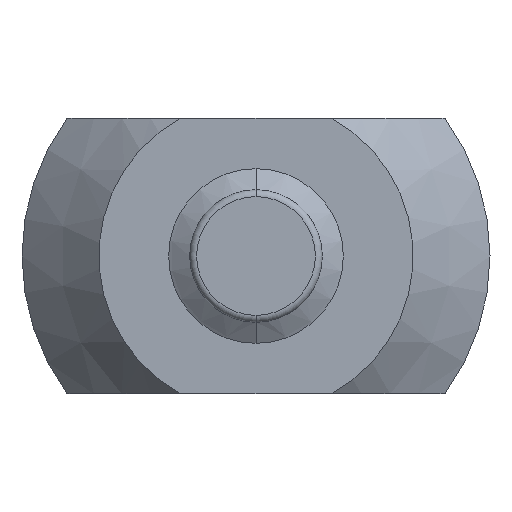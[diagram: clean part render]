
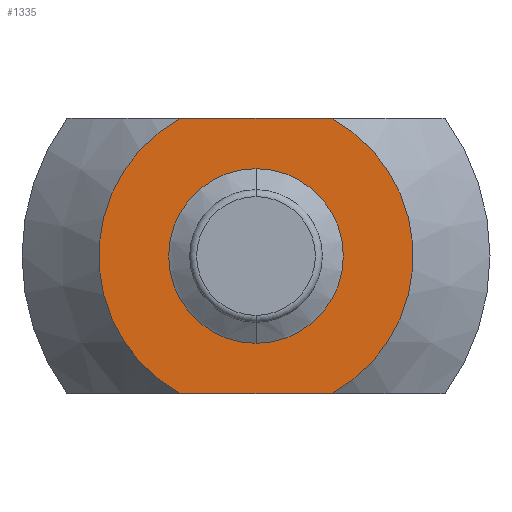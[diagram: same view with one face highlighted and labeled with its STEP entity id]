
A CAD part, front view. The second image highlights one B-rep face of the part: STEP entity #1335.
In plain terms, the highlighted planar face has unit normal (0, -1, 0).
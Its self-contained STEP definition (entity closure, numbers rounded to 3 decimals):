
#47 = FACE_OUTER_BOUND ( 'NONE', #681, .T. ) ;
#55 = CARTESIAN_POINT ( 'NONE',  ( -2.156, -9.8, -3.95 ) ) ;
#151 = CARTESIAN_POINT ( 'NONE',  ( 0., -9.8, 2.5 ) ) ;
#173 = AXIS2_PLACEMENT_3D ( 'NONE', #1003, #1388, #784 ) ;
#246 = EDGE_CURVE ( 'NONE', #817, #477, #631, .T. ) ;
#276 = DIRECTION ( 'NONE',  ( 0., 0., 1. ) ) ;
#282 = DIRECTION ( 'NONE',  ( 0., 1., 0. ) ) ;
#288 = CARTESIAN_POINT ( 'NONE',  ( 0., -9.8, 0. ) ) ;
#292 = VERTEX_POINT ( 'NONE', #521 ) ;
#294 = EDGE_CURVE ( 'NONE', #409, #429, #443, .T. ) ;
#305 = CARTESIAN_POINT ( 'NONE',  ( -4.5, -9.8, 0. ) ) ;
#326 = EDGE_CURVE ( 'NONE', #1527, #292, #722, .T. ) ;
#327 = ORIENTED_EDGE ( 'NONE', *, *, #326, .F. ) ;
#371 = AXIS2_PLACEMENT_3D ( 'NONE', #288, #282, #276 ) ;
#375 = VECTOR ( 'NONE', #721, 1000. ) ;
#409 = VERTEX_POINT ( 'NONE', #1251 ) ;
#427 = PLANE ( 'NONE',  #868 ) ;
#429 = VERTEX_POINT ( 'NONE', #437 ) ;
#437 = CARTESIAN_POINT ( 'NONE',  ( 2.156, -9.8, -3.95 ) ) ;
#443 = CIRCLE ( 'NONE', #371, 4.5 ) ;
#477 = VERTEX_POINT ( 'NONE', #571 ) ;
#506 = EDGE_CURVE ( 'NONE', #477, #817, #1270, .T. ) ;
#516 = EDGE_CURVE ( 'NONE', #292, #409, #680, .T. ) ;
#521 = CARTESIAN_POINT ( 'NONE',  ( -2.156, -9.8, 3.95 ) ) ;
#528 = EDGE_CURVE ( 'NONE', #1527, #429, #914, .T. ) ;
#551 = DIRECTION ( 'NONE',  ( 0., -1., 0. ) ) ;
#571 = CARTESIAN_POINT ( 'NONE',  ( 0., -9.8, -2.5 ) ) ;
#631 = CIRCLE ( 'NONE', #673, 2.5 ) ;
#673 = AXIS2_PLACEMENT_3D ( 'NONE', #751, #745, #740 ) ;
#680 = LINE ( 'NONE', #1541, #1589 ) ;
#681 = EDGE_LOOP ( 'NONE', ( #908, #1548, #327, #939 ) ) ;
#721 = DIRECTION ( 'NONE',  ( 1., 0., 0. ) ) ;
#722 = CIRCLE ( 'NONE', #173, 4.5 ) ;
#740 = DIRECTION ( 'NONE',  ( 0., 0., -1. ) ) ;
#745 = DIRECTION ( 'NONE',  ( 0., -1., 0. ) ) ;
#751 = CARTESIAN_POINT ( 'NONE',  ( 0., -9.8, 0. ) ) ;
#784 = DIRECTION ( 'NONE',  ( 0., 0., 1. ) ) ;
#817 = VERTEX_POINT ( 'NONE', #151 ) ;
#838 = CARTESIAN_POINT ( 'NONE',  ( -6., -9.8, -3.95 ) ) ;
#868 = AXIS2_PLACEMENT_3D ( 'NONE', #305, #551, #1369 ) ;
#908 = ORIENTED_EDGE ( 'NONE', *, *, #294, .F. ) ;
#914 = LINE ( 'NONE', #838, #375 ) ;
#939 = ORIENTED_EDGE ( 'NONE', *, *, #528, .T. ) ;
#1003 = CARTESIAN_POINT ( 'NONE',  ( 0., -9.8, 0. ) ) ;
#1113 = AXIS2_PLACEMENT_3D ( 'NONE', #1426, #1314, #1307 ) ;
#1137 = EDGE_LOOP ( 'NONE', ( #1451, #1166 ) ) ;
#1166 = ORIENTED_EDGE ( 'NONE', *, *, #506, .F. ) ;
#1251 = CARTESIAN_POINT ( 'NONE',  ( 2.156, -9.8, 3.95 ) ) ;
#1270 = CIRCLE ( 'NONE', #1113, 2.5 ) ;
#1307 = DIRECTION ( 'NONE',  ( 0., 0., -1. ) ) ;
#1314 = DIRECTION ( 'NONE',  ( 0., -1., 0. ) ) ;
#1315 = FACE_BOUND ( 'NONE', #1137, .T. ) ;
#1335 = ADVANCED_FACE ( 'NONE', ( #1315, #47 ), #427, .T. ) ;
#1369 = DIRECTION ( 'NONE',  ( 0., 0., -1. ) ) ;
#1388 = DIRECTION ( 'NONE',  ( 0., 1., 0. ) ) ;
#1426 = CARTESIAN_POINT ( 'NONE',  ( 0., -9.8, 0. ) ) ;
#1438 = DIRECTION ( 'NONE',  ( 1., 0., 0. ) ) ;
#1451 = ORIENTED_EDGE ( 'NONE', *, *, #246, .F. ) ;
#1527 = VERTEX_POINT ( 'NONE', #55 ) ;
#1541 = CARTESIAN_POINT ( 'NONE',  ( -6., -9.8, 3.95 ) ) ;
#1548 = ORIENTED_EDGE ( 'NONE', *, *, #516, .F. ) ;
#1589 = VECTOR ( 'NONE', #1438, 1000. ) ;
